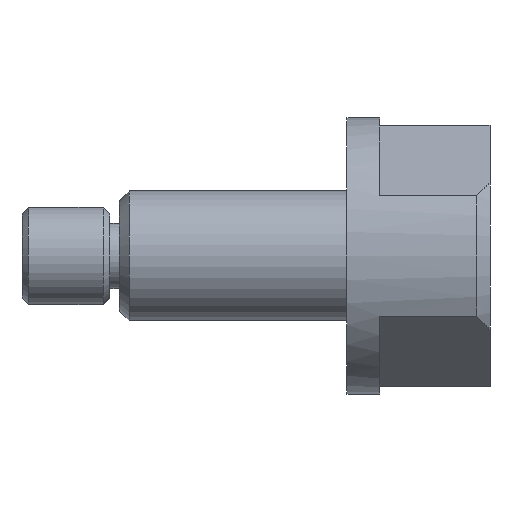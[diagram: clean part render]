
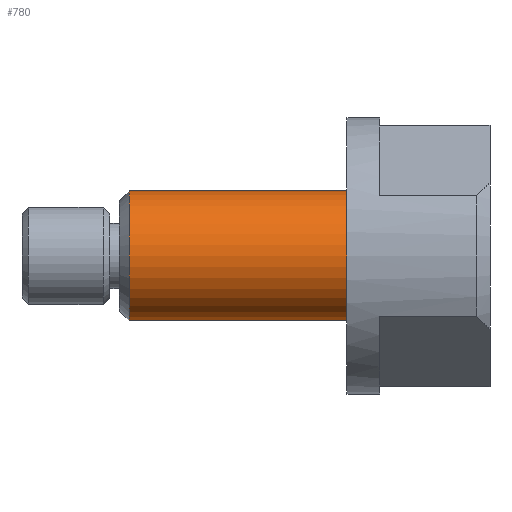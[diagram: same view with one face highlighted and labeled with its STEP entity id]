
A CAD part, left-side view. The second image highlights one B-rep face of the part: STEP entity #780.
In plain terms, the highlighted cylindrical face has radius 2 mm (diameter 4 mm), a partial arc.
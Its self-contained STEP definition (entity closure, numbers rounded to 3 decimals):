
#2 = CIRCLE ( 'NONE', #101, 2. ) ;
#101 = AXIS2_PLACEMENT_3D ( 'NONE', #1650, #380, #2060 ) ;
#116 = EDGE_CURVE ( 'NONE', #1401, #136, #2446, .T. ) ;
#136 = VERTEX_POINT ( 'NONE', #1699 ) ;
#177 = CARTESIAN_POINT ( 'NONE',  ( 0., 8.9, 0. ) ) ;
#243 = DIRECTION ( 'NONE',  ( 0., -1., 0. ) ) ;
#380 = DIRECTION ( 'NONE',  ( 0., 1., 0. ) ) ;
#382 = ORIENTED_EDGE ( 'NONE', *, *, #859, .T. ) ;
#625 = DIRECTION ( 'NONE',  ( 0., -1., 0. ) ) ;
#673 = AXIS2_PLACEMENT_3D ( 'NONE', #2026, #2453, #1196 ) ;
#762 = VECTOR ( 'NONE', #243, 1000. ) ;
#780 = ADVANCED_FACE ( 'NONE', ( #1661 ), #2407, .T. ) ;
#859 = EDGE_CURVE ( 'NONE', #136, #980, #2, .T. ) ;
#893 = ORIENTED_EDGE ( 'NONE', *, *, #1018, .T. ) ;
#957 = CARTESIAN_POINT ( 'NONE',  ( 0., 2.2, 2. ) ) ;
#979 = CIRCLE ( 'NONE', #1265, 2. ) ;
#980 = VERTEX_POINT ( 'NONE', #957 ) ;
#1018 = EDGE_CURVE ( 'NONE', #2543, #1401, #979, .T. ) ;
#1137 = VECTOR ( 'NONE', #625, 1000. ) ;
#1196 = DIRECTION ( 'NONE',  ( 0., 0., -1. ) ) ;
#1239 = CARTESIAN_POINT ( 'NONE',  ( 0., 8.9, -2. ) ) ;
#1249 = ORIENTED_EDGE ( 'NONE', *, *, #2379, .F. ) ;
#1265 = AXIS2_PLACEMENT_3D ( 'NONE', #177, #1832, #2698 ) ;
#1401 = VERTEX_POINT ( 'NONE', #1239 ) ;
#1650 = CARTESIAN_POINT ( 'NONE',  ( 0., 2.2, 0. ) ) ;
#1661 = FACE_OUTER_BOUND ( 'NONE', #1779, .T. ) ;
#1699 = CARTESIAN_POINT ( 'NONE',  ( 0., 2.2, -2. ) ) ;
#1768 = CARTESIAN_POINT ( 'NONE',  ( 0., 8.9, 2. ) ) ;
#1779 = EDGE_LOOP ( 'NONE', ( #1249, #893, #1957, #382 ) ) ;
#1832 = DIRECTION ( 'NONE',  ( 0., -1., 0. ) ) ;
#1869 = CARTESIAN_POINT ( 'NONE',  ( 0., 9.2, 2. ) ) ;
#1957 = ORIENTED_EDGE ( 'NONE', *, *, #116, .T. ) ;
#2026 = CARTESIAN_POINT ( 'NONE',  ( 0., 9.2, 0. ) ) ;
#2060 = DIRECTION ( 'NONE',  ( 0., 0., 1. ) ) ;
#2066 = LINE ( 'NONE', #1869, #1137 ) ;
#2379 = EDGE_CURVE ( 'NONE', #2543, #980, #2066, .T. ) ;
#2407 = CYLINDRICAL_SURFACE ( 'NONE', #673, 2. ) ;
#2446 = LINE ( 'NONE', #2559, #762 ) ;
#2453 = DIRECTION ( 'NONE',  ( 0., -1., 0. ) ) ;
#2543 = VERTEX_POINT ( 'NONE', #1768 ) ;
#2559 = CARTESIAN_POINT ( 'NONE',  ( 0., 9.2, -2. ) ) ;
#2698 = DIRECTION ( 'NONE',  ( 0., 0., 1. ) ) ;
